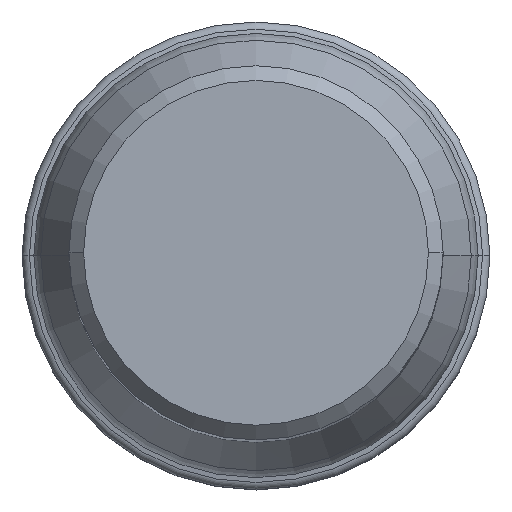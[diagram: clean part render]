
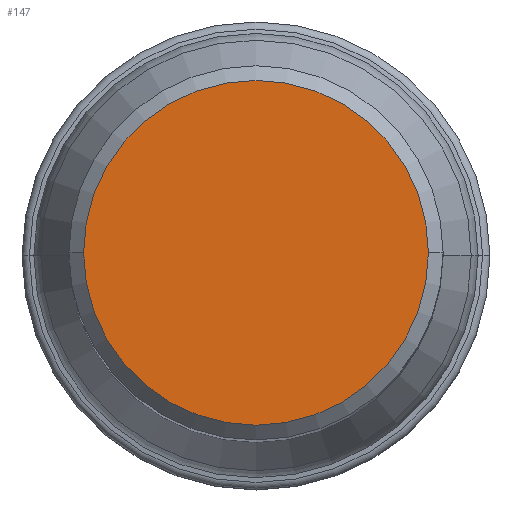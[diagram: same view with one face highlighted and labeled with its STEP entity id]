
A CAD part, top view. The second image highlights one B-rep face of the part: STEP entity #147.
In plain terms, the highlighted planar face has unit normal (0, 0, 1).
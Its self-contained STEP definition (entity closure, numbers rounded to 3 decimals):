
#30=PLANE('',#1316);
#147=ADVANCED_FACE('',(#244),#30,.F.);
#244=FACE_OUTER_BOUND('',#308,.T.);
#308=EDGE_LOOP('',(#564,#565,#566,#567));
#564=ORIENTED_EDGE('',*,*,#829,.T.);
#565=ORIENTED_EDGE('',*,*,#827,.T.);
#566=ORIENTED_EDGE('',*,*,#826,.T.);
#567=ORIENTED_EDGE('',*,*,#830,.T.);
#687=VERTEX_POINT('',#2795);
#688=VERTEX_POINT('',#2797);
#689=VERTEX_POINT('',#2799);
#690=VERTEX_POINT('',#2803);
#826=EDGE_CURVE('',#688,#687,#991,.T.);
#827=EDGE_CURVE('',#689,#688,#992,.T.);
#829=EDGE_CURVE('',#690,#689,#993,.T.);
#830=EDGE_CURVE('',#687,#690,#994,.T.);
#991=CIRCLE('',#1310,11.7);
#992=CIRCLE('',#1311,11.7);
#993=CIRCLE('',#1313,11.7);
#994=CIRCLE('',#1314,11.7);
#1310=AXIS2_PLACEMENT_3D('',#2796,#1641,#1642);
#1311=AXIS2_PLACEMENT_3D('',#2798,#1643,#1644);
#1313=AXIS2_PLACEMENT_3D('',#2802,#1648,#1649);
#1314=AXIS2_PLACEMENT_3D('',#2804,#1650,#1651);
#1316=AXIS2_PLACEMENT_3D('',#2806,#1654,#1655);
#1641=DIRECTION('',(0.,0.,1.));
#1642=DIRECTION('',(0.,-1.,0.));
#1643=DIRECTION('',(0.,0.,1.));
#1644=DIRECTION('',(-1.,0.,0.));
#1648=DIRECTION('',(0.,0.,1.));
#1649=DIRECTION('',(0.,1.,0.));
#1650=DIRECTION('',(0.,0.,1.));
#1651=DIRECTION('',(1.,0.,0.));
#1654=DIRECTION('',(0.,0.,-1.));
#1655=DIRECTION('',(1.,0.,0.));
#2795=CARTESIAN_POINT('',(11.7,0.,0.));
#2796=CARTESIAN_POINT('',(0.,0.,0.));
#2797=CARTESIAN_POINT('',(0.,-11.7,0.));
#2798=CARTESIAN_POINT('',(0.,0.,0.));
#2799=CARTESIAN_POINT('',(-11.7,0.,0.));
#2802=CARTESIAN_POINT('',(0.,0.,0.));
#2803=CARTESIAN_POINT('',(0.,11.7,0.));
#2804=CARTESIAN_POINT('',(0.,0.,0.));
#2806=CARTESIAN_POINT('',(0.,0.,0.));
